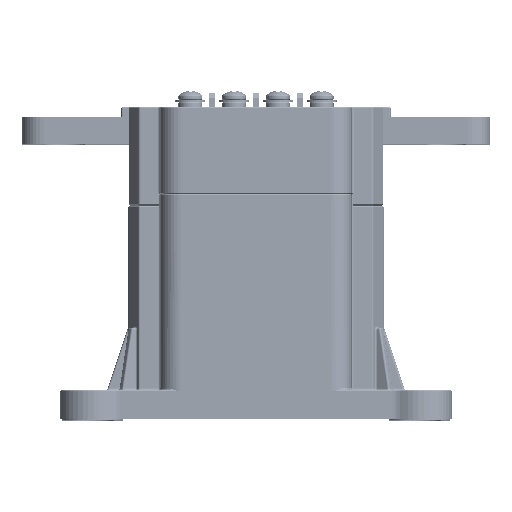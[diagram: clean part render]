
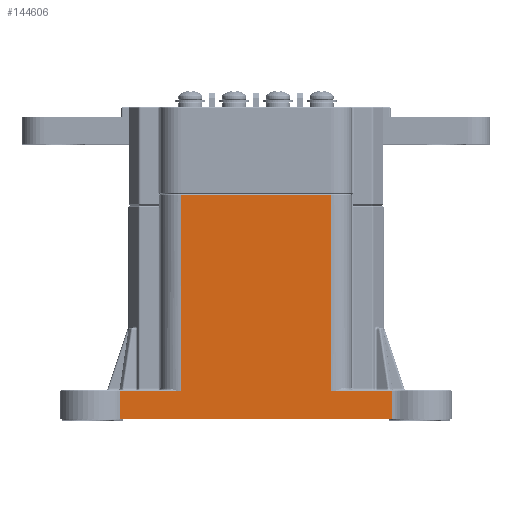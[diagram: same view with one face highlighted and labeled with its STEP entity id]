
A CAD part, top view. The second image highlights one B-rep face of the part: STEP entity #144606.
In plain terms, the highlighted planar face has unit normal (0, 0, 1).
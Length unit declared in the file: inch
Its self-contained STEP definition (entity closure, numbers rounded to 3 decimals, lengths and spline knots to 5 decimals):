
#51 = EDGE_CURVE ( 'NONE', #86416, #86419, #101714, .T. ) ;
#72 = EDGE_CURVE ( 'NONE', #86419, #86568, #101724, .T. ) ;
#2097 = EDGE_CURVE ( 'NONE', #86234, #86130, #160975, .T. ) ;
#3124 = CARTESIAN_POINT ( 'NONE',  ( -1.6296, 0.45723, 1.4675 ) ) ;
#3259 = PLANE ( 'NONE',  #34869 ) ;
#3297 = DIRECTION ( 'NONE',  ( 0., 0., 1. ) ) ;
#3299 = DIRECTION ( 'NONE',  ( 1., 0., 0. ) ) ;
#3544 = ORIENTED_EDGE ( 'NONE', *, *, #51, .T. ) ;
#16728 = ORIENTED_EDGE ( 'NONE', *, *, #59061, .F. ) ;
#16777 = ORIENTED_EDGE ( 'NONE', *, *, #72, .T. ) ;
#32155 = ORIENTED_EDGE ( 'NONE', *, *, #59054, .T. ) ;
#32182 = ORIENTED_EDGE ( 'NONE', *, *, #59052, .T. ) ;
#33007 = ORIENTED_EDGE ( 'NONE', *, *, #2097, .F. ) ;
#33311 = ORIENTED_EDGE ( 'NONE', *, *, #59058, .T. ) ;
#33356 = ORIENTED_EDGE ( 'NONE', *, *, #59060, .T. ) ;
#34869 = AXIS2_PLACEMENT_3D ( 'NONE', #3124, #3297, #3299 ) ;
#59052 = EDGE_CURVE ( 'NONE', #86574, #86412, #156653, .T. ) ;
#59054 = EDGE_CURVE ( 'NONE', #86568, #86572, #156657, .T. ) ;
#59058 = EDGE_CURVE ( 'NONE', #86234, #86574, #156666, .T. ) ;
#59060 = EDGE_CURVE ( 'NONE', #86572, #86130, #156668, .T. ) ;
#59061 = EDGE_CURVE ( 'NONE', #86416, #86412, #156670, .T. ) ;
#69751 = EDGE_LOOP ( 'NONE', ( #16728, #3544, #16777, #32155, #33356, #33007, #33311, #32182 ) ) ;
#86130 = VERTEX_POINT ( 'NONE', #232338 ) ;
#86234 = VERTEX_POINT ( 'NONE', #232414 ) ;
#86412 = VERTEX_POINT ( 'NONE', #232544 ) ;
#86416 = VERTEX_POINT ( 'NONE', #232546 ) ;
#86419 = VERTEX_POINT ( 'NONE', #232548 ) ;
#86568 = VERTEX_POINT ( 'NONE', #232657 ) ;
#86572 = VERTEX_POINT ( 'NONE', #232659 ) ;
#86574 = VERTEX_POINT ( 'NONE', #232660 ) ;
#101714 = LINE ( 'NONE', #206077, #101716 ) ;
#101716 = VECTOR ( 'NONE', #206081, 39.37008 ) ;
#101724 = LINE ( 'NONE', #206108, #101725 ) ;
#101725 = VECTOR ( 'NONE', #206109, 39.37008 ) ;
#144606 = ADVANCED_FACE ( 'NONE', ( #257636 ), #3259, .T. ) ;
#156653 = LINE ( 'NONE', #192507, #156655 ) ;
#156655 = VECTOR ( 'NONE', #192511, 39.37008 ) ;
#156657 = LINE ( 'NONE', #192518, #156659 ) ;
#156659 = VECTOR ( 'NONE', #192522, 39.37008 ) ;
#156666 = LINE ( 'NONE', #192537, #156667 ) ;
#156667 = VECTOR ( 'NONE', #192541, 39.37008 ) ;
#156668 = LINE ( 'NONE', #192549, #156669 ) ;
#156669 = VECTOR ( 'NONE', #192553, 39.37008 ) ;
#156670 = LINE ( 'NONE', #192559, #156671 ) ;
#156671 = VECTOR ( 'NONE', #192563, 39.37008 ) ;
#160975 = LINE ( 'NONE', #169707, #161015 ) ;
#161015 = VECTOR ( 'NONE', #169744, 39.37008 ) ;
#169707 = CARTESIAN_POINT ( 'NONE',  ( -1.6296, -2.11078, 1.4675 ) ) ;
#169744 = DIRECTION ( 'NONE',  ( -1., 0., 0. ) ) ;
#192507 = CARTESIAN_POINT ( 'NONE',  ( -1.6296, -1.79707, 1.4675 ) ) ;
#192511 = DIRECTION ( 'NONE',  ( -1., 0., 0. ) ) ;
#192518 = CARTESIAN_POINT ( 'NONE',  ( -1.6296, -1.79707, 1.4675 ) ) ;
#192522 = DIRECTION ( 'NONE',  ( -1., 0., 0. ) ) ;
#192537 = CARTESIAN_POINT ( 'NONE',  ( 1.55133, -1.78207, 1.4675 ) ) ;
#192541 = DIRECTION ( 'NONE',  ( 0., 1., 0. ) ) ;
#192549 = CARTESIAN_POINT ( 'NONE',  ( -1.55135, -2.11078, 1.4675 ) ) ;
#192553 = DIRECTION ( 'NONE',  ( 0., -1., 0. ) ) ;
#192559 = CARTESIAN_POINT ( 'NONE',  ( 0.85499, 2.70727, 1.4675 ) ) ;
#192563 = DIRECTION ( 'NONE',  ( 0., -1., 0. ) ) ;
#206077 = CARTESIAN_POINT ( 'NONE',  ( -1.6296, 0.44223, 1.4675 ) ) ;
#206081 = DIRECTION ( 'NONE',  ( -1., 0., 0. ) ) ;
#206108 = CARTESIAN_POINT ( 'NONE',  ( -0.85501, 2.70727, 1.4675 ) ) ;
#206109 = DIRECTION ( 'NONE',  ( 0., -1., 0. ) ) ;
#232338 = CARTESIAN_POINT ( 'NONE',  ( -1.55135, -2.11078, 1.4675 ) ) ;
#232414 = CARTESIAN_POINT ( 'NONE',  ( 1.55133, -2.11078, 1.4675 ) ) ;
#232544 = CARTESIAN_POINT ( 'NONE',  ( 0.85499, -1.79707, 1.4675 ) ) ;
#232546 = CARTESIAN_POINT ( 'NONE',  ( 0.85499, 0.44223, 1.4675 ) ) ;
#232548 = CARTESIAN_POINT ( 'NONE',  ( -0.85501, 0.44223, 1.4675 ) ) ;
#232657 = CARTESIAN_POINT ( 'NONE',  ( -0.85501, -1.79707, 1.4675 ) ) ;
#232659 = CARTESIAN_POINT ( 'NONE',  ( -1.55135, -1.79707, 1.4675 ) ) ;
#232660 = CARTESIAN_POINT ( 'NONE',  ( 1.55133, -1.79707, 1.4675 ) ) ;
#257636 = FACE_OUTER_BOUND ( 'NONE', #69751, .T. ) ;
